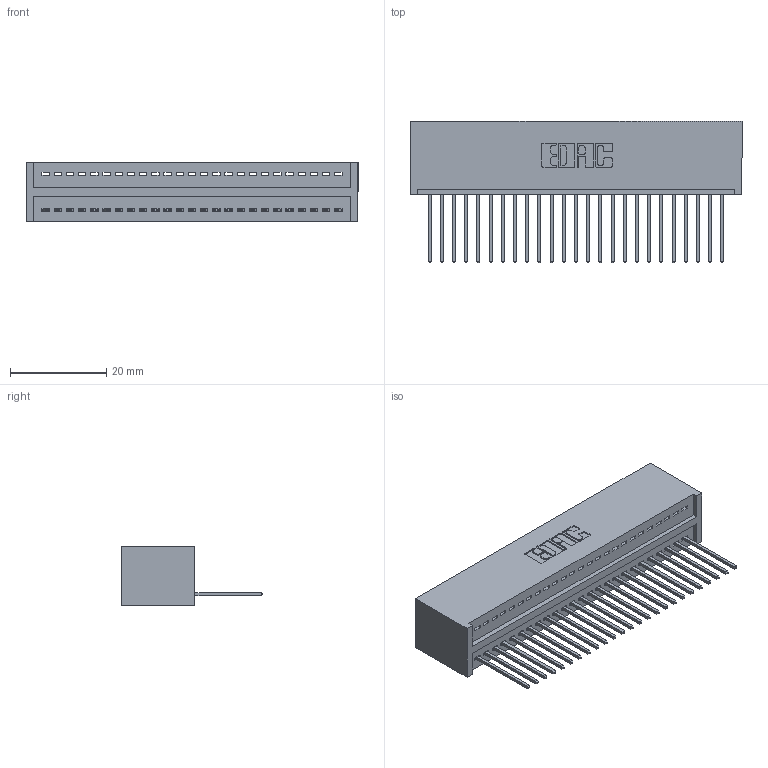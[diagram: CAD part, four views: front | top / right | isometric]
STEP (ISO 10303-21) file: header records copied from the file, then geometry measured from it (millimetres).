
FILE_DESCRIPTION (( 'STEP AP203' ), '1' );
FILE_NAME ('325-025-540-101.STEP', '2020-02-24T18:05:51', ( '' ), ( '' ), 'SwSTEP 2.0', 'SolidWorks 2016', '' );
FILE_SCHEMA (( 'CONFIG_CONTROL_DESIGN' ));
Length unit declared in the file: inch
Products named in the file (3): 325-292-001_325-293-140; 325-025-540-101; 325 Part_Lugless
Assembly tree (26 placements, depth 2):
  325-025-540-101
    325 Part_Lugless
    325-292-001_325-293-140  x25
Bounding box: 69.14 x 29.46 x 12.45 mm (x, y, z)
Volume: 9249.1 mm3; surface area: 10557.1 mm2
Topology: 26 solids, 26 shells, 1556 faces, 4687 edges, 3090 vertices
Faces by surface type: plane 1116, cylinder 440
Entity records: 17223 total; most frequent: CARTESIAN_POINT 2981, ORIENTED_EDGE 2942, DIRECTION 2541, EDGE_CURVE 1471, VECTOR 1351, LINE 1351, VERTEX_POINT 978, AXIS2_PLACEMENT_3D 595
